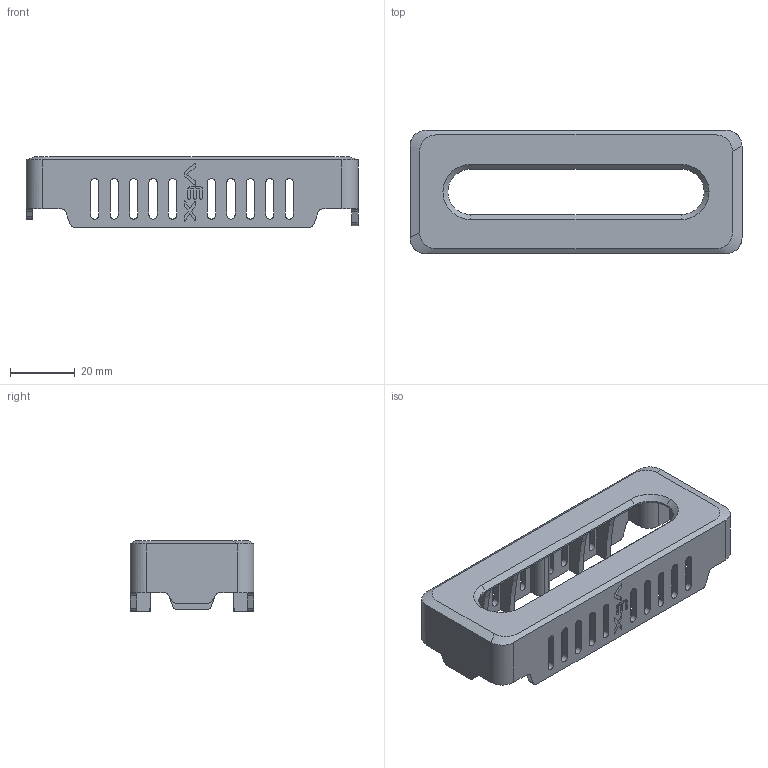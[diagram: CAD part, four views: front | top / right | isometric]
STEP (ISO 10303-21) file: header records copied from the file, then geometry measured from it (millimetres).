
FILE_DESCRIPTION (( 'STEP AP203' ), '1' );
FILE_NAME ('Cover_Top Realsense.STEP', '2020-09-03T19:53:41', ( '' ), ( '' ), 'SwSTEP 2.0', 'SolidWorks 2019', '' );
FILE_SCHEMA (( 'CONFIG_CONTROL_DESIGN' ));
Length unit declared in the file: millimetre
Products named in the file (1): Cover_Top Realsense
Bounding box: 102.3 x 38.1 x 21.8 mm (x, y, z)
Volume: 19991.4 mm3; surface area: 17920.4 mm2
Topology: 1 solids, 1 shells, 372 faces, 1069 edges, 707 vertices
Faces by surface type: plane 160, bspline 114, cylinder 95, cone 3
Entity records: 13343 total; most frequent: CARTESIAN_POINT 4043, ORIENTED_EDGE 2138, DIRECTION 1550, EDGE_CURVE 1069, VERTEX_POINT 707, VECTOR 646, LINE 646, AXIS2_PLACEMENT_3D 452
